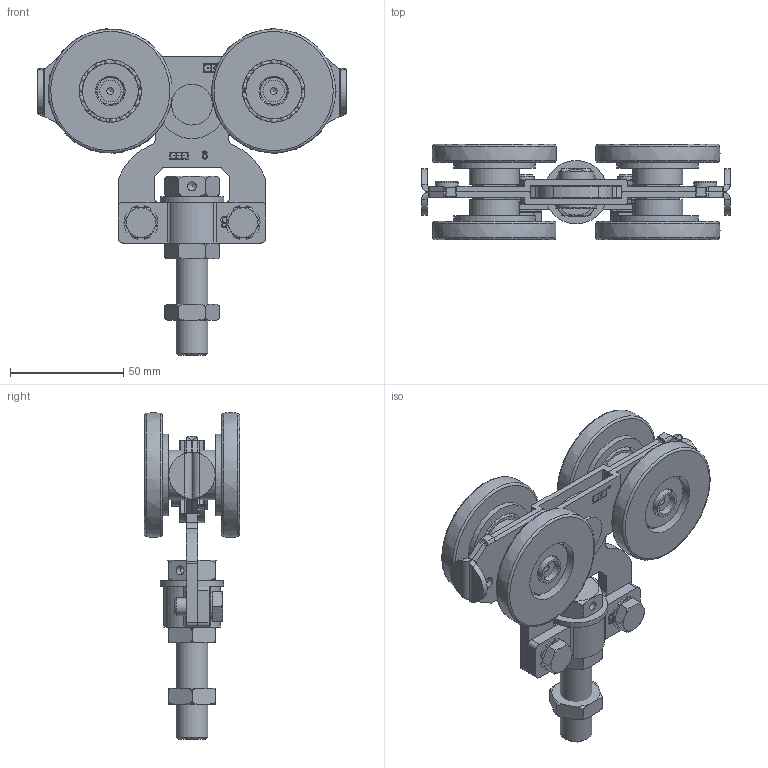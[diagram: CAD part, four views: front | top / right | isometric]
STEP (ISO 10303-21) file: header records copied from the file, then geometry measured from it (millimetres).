
FILE_DESCRIPTION(/* description */ (''),/* implementation_level */ '2;1');
FILE_NAME(/* name */ '2265A.stp',/* time_stamp */ '2020-12-22T15:05:36+01:00',/* author */ ('DBARI'),/* organization */ (''),/* preprocessor_version */ 'ST-DEVELOPER v18.1',/* originating_system */ 'Autodesk Inventor 2021',/* authorisation */ '');
FILE_SCHEMA (('AUTOMOTIVE_DESIGN { 1 0 10303 214 3 1 1 }'));
Length unit declared in the file: millimetre
Products named in the file (13): 2265A; 15337; 15172; 14996; 15742; 14995; U04545; 06014; 18478; 15179_A; 04517; 04516; 09015
Assembly tree (18 placements, depth 3):
  2265A
    15337  x2
    15172
    14996
    15742
    14995
    U04545
    06014  x2
    18478  x4
    15179_A
    04517  x2
      04516
      09015
Bounding box: 136.03 x 42 x 143.98 mm (x, y, z)
Volume: 155383.9 mm3; surface area: 79946.3 mm2
Topology: 18 solids, 18 shells, 776 faces, 2152 edges, 1443 vertices
Faces by surface type: plane 316, cylinder 253, sphere 80, bspline 52, torus 44, cone 31
Full cylindrical faces by diameter (mm): 1.381 x1, 1.499 x1, 3 x4, 4 x3, 5.2 x4, 6.647 x2, 8 x4, 8.4 x2, 9 x2, 9.5 x4, 10 x2, 11.63 x2, 11.8 x4, 11.835 x2, 12 x4, 14 x1, 14.2 x1, 15.8 x1, 16.2 x3, 18 x1, 22 x4, 24.5 x4, 27.5 x4, 28 x1, 36 x4
Entity records: 22542 total; most frequent: CARTESIAN_POINT 8077, ORIENTED_EDGE 2972, DIRECTION 2779, EDGE_CURVE 1486, VERTEX_POINT 978, AXIS2_PLACEMENT_3D 978, LINE 823, VECTOR 823
